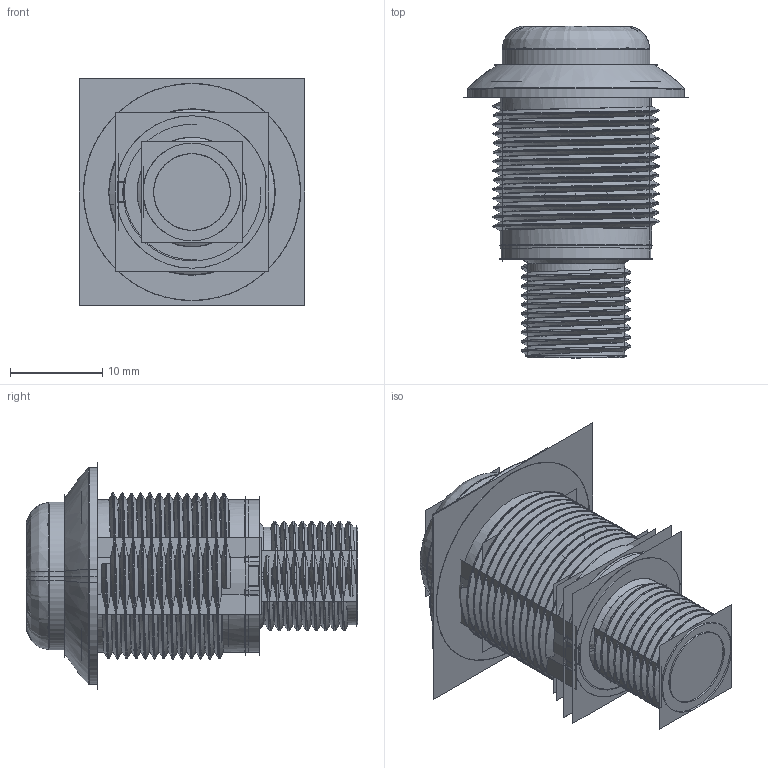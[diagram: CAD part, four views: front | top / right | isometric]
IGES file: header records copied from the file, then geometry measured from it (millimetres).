
Start section:  PTC IGES file: 161757.igs
Global section: file name: 161757.igs; native system: Creo Parametric by Parametric Technology Corporation; preprocessor: 2013230; author: pdmadmin; organization: Unknown; date: 20160118.105728; units: millimetre
Bounding box: 24.44 x 35.9 x 24.46 mm (x, y, z)
Volume: 3572 mm3; surface area: 67869.7 mm2
Topology: 7 solids, 7 shells, 872 faces, 4248 edges, 5289 vertices
Faces by surface type: bspline 490, revolution 382
